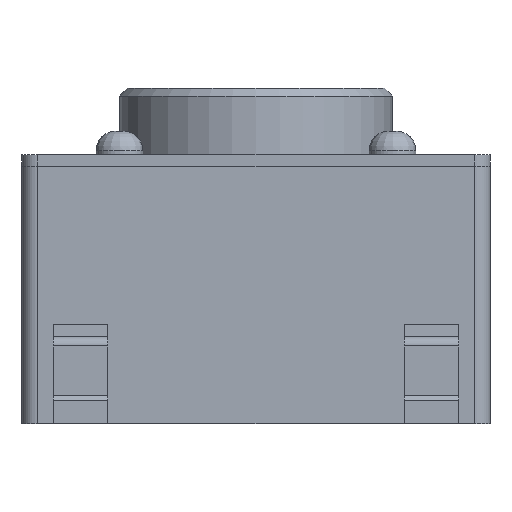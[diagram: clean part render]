
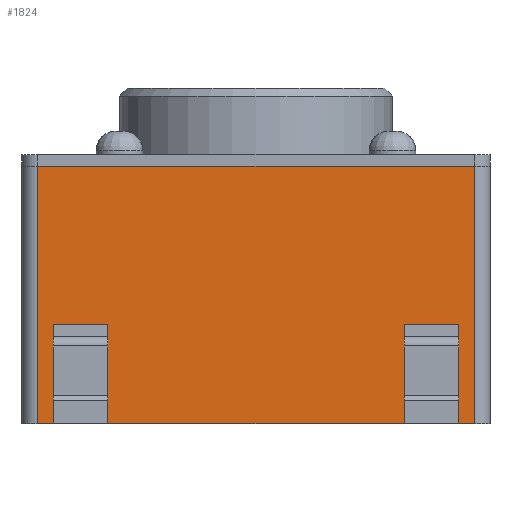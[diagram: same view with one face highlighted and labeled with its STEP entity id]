
A CAD part, left-side view. The second image highlights one B-rep face of the part: STEP entity #1824.
In plain terms, the highlighted planar face has unit normal (-1, 0, 0).
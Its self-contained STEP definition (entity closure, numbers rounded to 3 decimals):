
#30=FACE_BOUND('',#263,.T.);
#31=FACE_BOUND('',#264,.T.);
#158=FACE_OUTER_BOUND('',#262,.T.);
#262=EDGE_LOOP('',(#1260,#1261,#1262,#1263));
#263=EDGE_LOOP('',(#1264,#1265,#1266,#1267));
#264=EDGE_LOOP('',(#1268,#1269,#1270,#1271));
#355=LINE('',#2677,#537);
#359=LINE('',#2688,#541);
#369=LINE('',#2710,#551);
#388=LINE('',#2771,#570);
#389=LINE('',#2774,#571);
#390=LINE('',#2776,#572);
#391=LINE('',#2778,#573);
#392=LINE('',#2779,#574);
#393=LINE('',#2782,#575);
#394=LINE('',#2784,#576);
#395=LINE('',#2786,#577);
#396=LINE('',#2787,#578);
#537=VECTOR('',#2152,0.833);
#541=VECTOR('',#2162,0.833);
#551=VECTOR('',#2184,0.833);
#570=VECTOR('',#2247,0.833);
#571=VECTOR('',#2248,0.833);
#572=VECTOR('',#2249,0.833);
#573=VECTOR('',#2250,0.833);
#574=VECTOR('',#2251,0.833);
#575=VECTOR('',#2252,0.833);
#576=VECTOR('',#2253,0.833);
#577=VECTOR('',#2254,0.833);
#578=VECTOR('',#2255,0.833);
#714=VERTEX_POINT('',#2635);
#731=VERTEX_POINT('',#2675);
#735=VERTEX_POINT('',#2687);
#741=VERTEX_POINT('',#2709);
#762=VERTEX_POINT('',#2772);
#763=VERTEX_POINT('',#2773);
#764=VERTEX_POINT('',#2775);
#765=VERTEX_POINT('',#2777);
#766=VERTEX_POINT('',#2780);
#767=VERTEX_POINT('',#2781);
#768=VERTEX_POINT('',#2783);
#769=VERTEX_POINT('',#2785);
#907=EDGE_CURVE('',#731,#714,#355,.T.);
#912=EDGE_CURVE('',#731,#735,#359,.T.);
#923=EDGE_CURVE('',#714,#741,#369,.T.);
#954=EDGE_CURVE('',#735,#741,#388,.T.);
#955=EDGE_CURVE('',#762,#763,#389,.T.);
#956=EDGE_CURVE('',#763,#764,#390,.T.);
#957=EDGE_CURVE('',#765,#764,#391,.T.);
#958=EDGE_CURVE('',#762,#765,#392,.T.);
#959=EDGE_CURVE('',#766,#767,#393,.T.);
#960=EDGE_CURVE('',#768,#767,#394,.T.);
#961=EDGE_CURVE('',#769,#768,#395,.T.);
#962=EDGE_CURVE('',#769,#766,#396,.T.);
#1260=ORIENTED_EDGE('',*,*,#912,.T.);
#1261=ORIENTED_EDGE('',*,*,#954,.T.);
#1262=ORIENTED_EDGE('',*,*,#923,.F.);
#1263=ORIENTED_EDGE('',*,*,#907,.F.);
#1264=ORIENTED_EDGE('',*,*,#955,.T.);
#1265=ORIENTED_EDGE('',*,*,#956,.T.);
#1266=ORIENTED_EDGE('',*,*,#957,.F.);
#1267=ORIENTED_EDGE('',*,*,#958,.F.);
#1268=ORIENTED_EDGE('',*,*,#959,.T.);
#1269=ORIENTED_EDGE('',*,*,#960,.F.);
#1270=ORIENTED_EDGE('',*,*,#961,.F.);
#1271=ORIENTED_EDGE('',*,*,#962,.T.);
#1652=PLANE('',#1968);
#1824=ADVANCED_FACE('',(#158,#30,#31),#1652,.F.);
#1968=AXIS2_PLACEMENT_3D('',#2770,#2245,#2246);
#2152=DIRECTION('',(0.,0.,1.));
#2162=DIRECTION('',(0.,-1.,0.));
#2184=DIRECTION('',(0.,-1.,0.));
#2245=DIRECTION('center_axis',(1.,0.,0.));
#2246=DIRECTION('ref_axis',(0.,-1.,0.));
#2247=DIRECTION('',(0.,0.,1.));
#2248=DIRECTION('',(0.,0.,1.));
#2249=DIRECTION('',(0.,-1.,0.));
#2250=DIRECTION('',(0.,0.,1.));
#2251=DIRECTION('',(0.,-1.,0.));
#2252=DIRECTION('',(0.,-1.,0.));
#2253=DIRECTION('',(0.,0.,1.));
#2254=DIRECTION('',(0.,-1.,0.));
#2255=DIRECTION('',(0.,0.,1.));
#2635=CARTESIAN_POINT('',(-2.029,2.833,3.3));
#2675=CARTESIAN_POINT('',(-2.029,2.833,0.553));
#2677=CARTESIAN_POINT('',(-2.029,2.833,0.553));
#2687=CARTESIAN_POINT('',(-2.029,-1.829,0.553));
#2688=CARTESIAN_POINT('',(-2.029,3.,0.553));
#2709=CARTESIAN_POINT('',(-2.029,-1.829,3.3));
#2710=CARTESIAN_POINT('',(-2.029,3.,3.3));
#2770=CARTESIAN_POINT('Origin',(-2.029,3.,0.553));
#2771=CARTESIAN_POINT('',(-2.029,-1.829,0.553));
#2772=CARTESIAN_POINT('',(-2.029,2.667,1.36));
#2773=CARTESIAN_POINT('',(-2.029,2.667,1.61));
#2774=CARTESIAN_POINT('',(-2.029,2.667,1.36));
#2775=CARTESIAN_POINT('',(-2.029,2.084,1.61));
#2776=CARTESIAN_POINT('',(-2.029,2.667,1.61));
#2777=CARTESIAN_POINT('',(-2.029,2.084,1.36));
#2778=CARTESIAN_POINT('',(-2.029,2.084,1.36));
#2779=CARTESIAN_POINT('',(-2.029,2.667,1.36));
#2780=CARTESIAN_POINT('',(-2.029,-1.079,1.61));
#2781=CARTESIAN_POINT('',(-2.029,-1.662,1.61));
#2782=CARTESIAN_POINT('',(-2.029,-1.079,1.61));
#2783=CARTESIAN_POINT('',(-2.029,-1.662,1.36));
#2784=CARTESIAN_POINT('',(-2.029,-1.662,1.36));
#2785=CARTESIAN_POINT('',(-2.029,-1.079,1.36));
#2786=CARTESIAN_POINT('',(-2.029,-1.079,1.36));
#2787=CARTESIAN_POINT('',(-2.029,-1.079,1.36));
